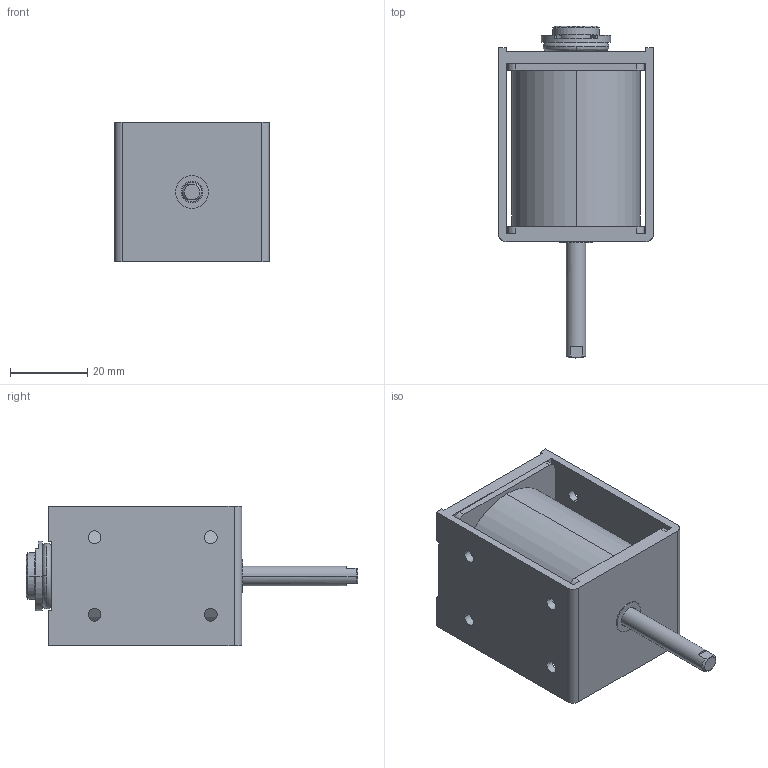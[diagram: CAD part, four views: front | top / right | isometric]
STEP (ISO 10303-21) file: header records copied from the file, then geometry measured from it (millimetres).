
FILE_DESCRIPTION (( 'STEP AP203' ), '1' );
FILE_NAME ('w_cb1250.STEP', '2014-07-22T05:28:27', ( 'jiba' ), ( 'Hewlett-Packard Company' ), 'SwSTEP 2.0', 'SolidWorks 2014', '' );
FILE_SCHEMA (( 'CONFIG_CONTROL_DESIGN' ));
Length unit declared in the file: millimetre
Products named in the file (3): Part2^w_cb1250; Part1^w_cb1250_pl; w_cb1250
Assembly tree (2 placements, depth 2):
  w_cb1250
    Part2^w_cb1250
    Part1^w_cb1250_pl
Bounding box: 40 x 85.7 x 36 mm (x, y, z)
Volume: 54458.5 mm3; surface area: 22129.4 mm2
Topology: 3 solids, 3 shells, 131 faces, 352 edges, 229 vertices
Faces by surface type: cylinder 64, plane 58, cone 5, torus 2, bspline 2
Entity records: 4584 total; most frequent: CARTESIAN_POINT 809, DIRECTION 775, ORIENTED_EDGE 704, EDGE_CURVE 352, AXIS2_PLACEMENT_3D 295, VERTEX_POINT 229, LINE 185, VECTOR 185
